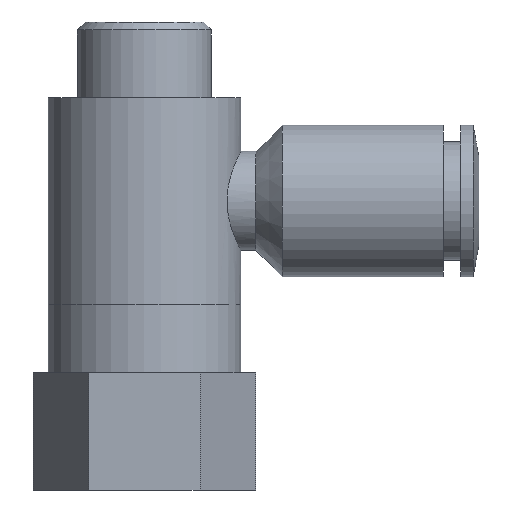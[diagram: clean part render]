
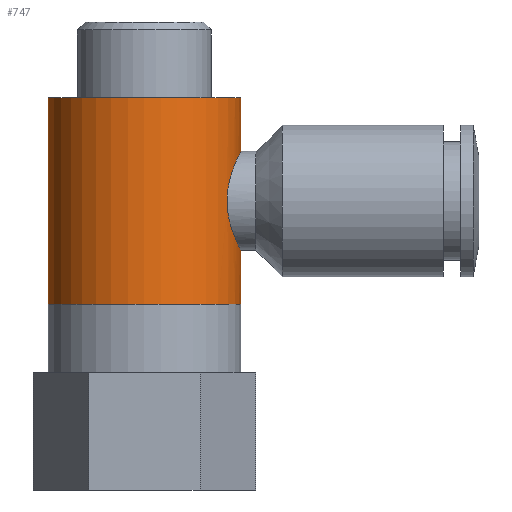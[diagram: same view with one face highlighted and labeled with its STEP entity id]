
A CAD part, left-side view. The second image highlights one B-rep face of the part: STEP entity #747.
In plain terms, the highlighted cylindrical face has radius 7 mm (diameter 14 mm), a full revolution.
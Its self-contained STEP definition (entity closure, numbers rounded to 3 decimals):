
#19=B_SPLINE_CURVE_WITH_KNOTS('',3,(#1114,#1115,#1116,#1117,#1118,#1119,
#1120,#1121,#1122,#1123,#1124,#1125,#1126,#1127,#1128,#1129,#1130,#1131,
#1132),.UNSPECIFIED.,.T.,.F.,(1,1,1,1,1,1,1,1,1,1,1,1,1,1,1,1,1,1,1,1,1,
1,1),(-0.004,-0.003,-0.001,0.,
0.001,0.003,0.004,0.006,
0.007,0.009,0.01,0.011,
0.013,0.014,0.016,0.017,
0.019,0.02,0.021,0.023,
0.024,0.026,0.027),.UNSPECIFIED.);
#43=CYLINDRICAL_SURFACE('',#817,7.);
#68=CIRCLE('',#818,7.);
#69=CIRCLE('',#819,7.);
#164=ORIENTED_EDGE('',*,*,#226,.F.);
#165=ORIENTED_EDGE('',*,*,#227,.F.);
#166=ORIENTED_EDGE('',*,*,#228,.T.);
#226=EDGE_CURVE('',#267,#267,#19,.T.);
#227=EDGE_CURVE('',#268,#268,#68,.T.);
#228=EDGE_CURVE('',#269,#269,#69,.T.);
#267=VERTEX_POINT('',#1133);
#268=VERTEX_POINT('',#1135);
#269=VERTEX_POINT('',#1137);
#366=EDGE_LOOP('',(#164));
#367=EDGE_LOOP('',(#165));
#368=EDGE_LOOP('',(#166));
#426=FACE_BOUND('',#366,.T.);
#427=FACE_BOUND('',#367,.T.);
#428=FACE_BOUND('',#368,.T.);
#747=ADVANCED_FACE('',(#426,#427,#428),#43,.T.);
#817=AXIS2_PLACEMENT_3D('',#1113,#960,#961);
#818=AXIS2_PLACEMENT_3D('',#1134,#962,#963);
#819=AXIS2_PLACEMENT_3D('',#1136,#964,#965);
#960=DIRECTION('',(1.,0.,0.));
#961=DIRECTION('',(0.,0.,1.));
#962=DIRECTION('',(1.,0.,0.));
#963=DIRECTION('',(0.,0.,-1.));
#964=DIRECTION('',(1.,0.,0.));
#965=DIRECTION('',(0.,0.,-1.));
#1113=CARTESIAN_POINT('',(7.5,0.,0.));
#1114=CARTESIAN_POINT('',(1.44,6.128,-3.401));
#1115=CARTESIAN_POINT('',(-0.001,5.941,-3.699));
#1116=CARTESIAN_POINT('',(-1.436,6.128,-3.403));
#1117=CARTESIAN_POINT('',(-2.605,6.524,-2.612));
#1118=CARTESIAN_POINT('',(-3.4,6.894,-1.442));
#1119=CARTESIAN_POINT('',(-3.699,7.052,-0.01));
#1120=CARTESIAN_POINT('',(-3.405,6.897,1.433));
#1121=CARTESIAN_POINT('',(-2.608,6.525,2.608));
#1122=CARTESIAN_POINT('',(-1.443,6.13,3.399));
#1123=CARTESIAN_POINT('',(-0.013,5.941,3.699));
#1124=CARTESIAN_POINT('',(1.428,6.125,3.407));
#1125=CARTESIAN_POINT('',(2.602,6.523,2.615));
#1126=CARTESIAN_POINT('',(3.4,6.894,1.444));
#1127=CARTESIAN_POINT('',(3.698,7.052,0.011));
#1128=CARTESIAN_POINT('',(3.407,6.898,-1.431));
#1129=CARTESIAN_POINT('',(2.607,6.525,-2.611));
#1130=CARTESIAN_POINT('',(1.44,6.128,-3.401));
#1131=CARTESIAN_POINT('',(-0.001,5.941,-3.699));
#1132=CARTESIAN_POINT('',(-1.436,6.128,-3.403));
#1133=CARTESIAN_POINT('',(0.,6.003,-3.6));
#1134=CARTESIAN_POINT('',(7.5,0.,0.));
#1135=CARTESIAN_POINT('',(7.5,0.,-7.));
#1136=CARTESIAN_POINT('',(-7.5,0.,0.));
#1137=CARTESIAN_POINT('',(-7.5,0.,-7.));
